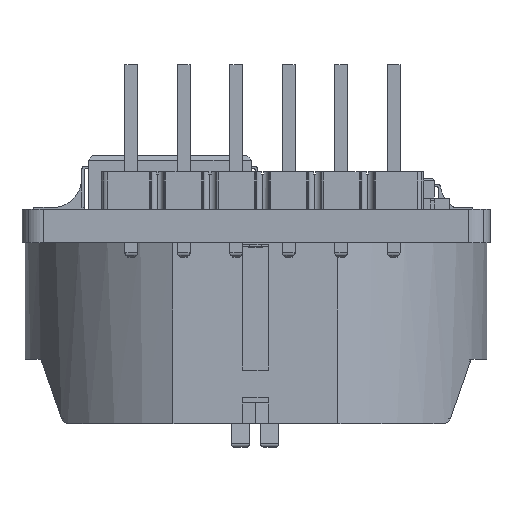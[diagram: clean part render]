
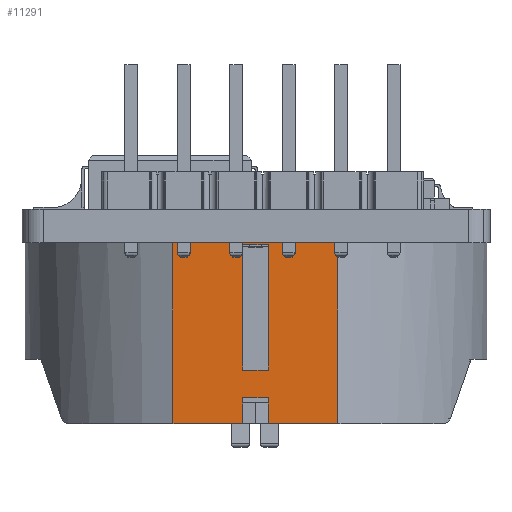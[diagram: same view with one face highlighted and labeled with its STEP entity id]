
A CAD part, left-side view. The second image highlights one B-rep face of the part: STEP entity #11291.
In plain terms, the highlighted planar face has unit normal (-1, 0, 0).
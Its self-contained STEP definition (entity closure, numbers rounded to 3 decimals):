
#857 = ORIENTED_EDGE ( 'NONE', *, *, #33136, .T. ) ;
#879 = VERTEX_POINT ( 'NONE', #49391 ) ;
#1083 = VERTEX_POINT ( 'NONE', #34467 ) ;
#1219 = DIRECTION ( 'NONE',  ( 0., 0., 1. ) ) ;
#1704 = ORIENTED_EDGE ( 'NONE', *, *, #30249, .F. ) ;
#1888 = CARTESIAN_POINT ( 'NONE',  ( 8.197, -14.75, -0.005 ) ) ;
#2728 = ORIENTED_EDGE ( 'NONE', *, *, #22061, .T. ) ;
#3133 = CARTESIAN_POINT ( 'NONE',  ( 8.197, -10.3, -0.1 ) ) ;
#3284 = LINE ( 'NONE', #19850, #21580 ) ;
#3462 = VECTOR ( 'NONE', #12317, 1000. ) ;
#5027 = VECTOR ( 'NONE', #41922, 1000. ) ;
#6998 = ORIENTED_EDGE ( 'NONE', *, *, #7540, .T. ) ;
#7428 = LINE ( 'NONE', #23704, #3462 ) ;
#7540 = EDGE_CURVE ( 'NONE', #42130, #46371, #32038, .T. ) ;
#7706 = CARTESIAN_POINT ( 'NONE',  ( 8.197, -11.5, -5.95 ) ) ;
#7905 = LINE ( 'NONE', #33107, #9708 ) ;
#7909 = CARTESIAN_POINT ( 'NONE',  ( 8.197, -11.5, -7.85 ) ) ;
#8002 = ORIENTED_EDGE ( 'NONE', *, *, #31525, .T. ) ;
#8817 = LINE ( 'NONE', #25349, #5027 ) ;
#9089 = CARTESIAN_POINT ( 'NONE',  ( 8.197, -7.05, -8.45 ) ) ;
#9708 = VECTOR ( 'NONE', #49658, 1000. ) ;
#10130 = VERTEX_POINT ( 'NONE', #10402 ) ;
#10139 = ORIENTED_EDGE ( 'NONE', *, *, #48167, .T. ) ;
#10275 = VECTOR ( 'NONE', #52926, 1000. ) ;
#10402 = CARTESIAN_POINT ( 'NONE',  ( 8.197, -10.3, -5.95 ) ) ;
#11291 = ADVANCED_FACE ( 'NONE', ( #35745, #48500 ), #19497, .T. ) ;
#12317 = DIRECTION ( 'NONE',  ( 0., -1., 0. ) ) ;
#13771 = LINE ( 'NONE', #35207, #22277 ) ;
#14414 = EDGE_CURVE ( 'NONE', #42512, #36501, #31421, .T. ) ;
#14614 = DIRECTION ( 'NONE',  ( -1., 0., 0. ) ) ;
#15573 = CARTESIAN_POINT ( 'NONE',  ( 8.197, -11.5, -0.1 ) ) ;
#16069 = DIRECTION ( 'NONE',  ( 0., 0., -1. ) ) ;
#16927 = DIRECTION ( 'NONE',  ( 0., -1., 0. ) ) ;
#17248 = CARTESIAN_POINT ( 'NONE',  ( 8.197, -7.05, -8.45 ) ) ;
#19108 = VECTOR ( 'NONE', #16927, 1000. ) ;
#19497 = PLANE ( 'NONE',  #48031 ) ;
#19850 = CARTESIAN_POINT ( 'NONE',  ( 8.197, -10.3, -7.2 ) ) ;
#19977 = LINE ( 'NONE', #29174, #25027 ) ;
#20116 = DIRECTION ( 'NONE',  ( 0., 0., 1. ) ) ;
#20246 = DIRECTION ( 'NONE',  ( 0., -1., 0. ) ) ;
#21402 = VECTOR ( 'NONE', #16069, 1000. ) ;
#21580 = VECTOR ( 'NONE', #20116, 1000. ) ;
#22061 = EDGE_CURVE ( 'NONE', #36344, #1083, #13771, .T. ) ;
#22277 = VECTOR ( 'NONE', #30367, 1000. ) ;
#22478 = CARTESIAN_POINT ( 'NONE',  ( 8.197, -7.05, -0.005 ) ) ;
#23507 = CARTESIAN_POINT ( 'NONE',  ( 8.197, -7.05, -8.45 ) ) ;
#23704 = CARTESIAN_POINT ( 'NONE',  ( 8.197, -8.675, -0.1 ) ) ;
#25027 = VECTOR ( 'NONE', #20246, 1000. ) ;
#25349 = CARTESIAN_POINT ( 'NONE',  ( 8.197, -8.675, -7.25 ) ) ;
#25907 = EDGE_CURVE ( 'NONE', #36959, #36344, #50316, .T. ) ;
#26108 = EDGE_CURVE ( 'NONE', #879, #43737, #40511, .T. ) ;
#26555 = EDGE_LOOP ( 'NONE', ( #2728, #10139, #6998, #33866, #48348, #1704, #33243, #41902 ) ) ;
#26987 = EDGE_CURVE ( 'NONE', #46371, #879, #19977, .T. ) ;
#27150 = EDGE_CURVE ( 'NONE', #36959, #33247, #34015, .T. ) ;
#28234 = CARTESIAN_POINT ( 'NONE',  ( 8.197, -11.5, -7.25 ) ) ;
#28408 = VERTEX_POINT ( 'NONE', #3133 ) ;
#28907 = EDGE_LOOP ( 'NONE', ( #8002, #857, #34243, #40534 ) ) ;
#29174 = CARTESIAN_POINT ( 'NONE',  ( 8.197, -7.05, -8.45 ) ) ;
#30249 = EDGE_CURVE ( 'NONE', #33247, #43737, #38563, .T. ) ;
#30367 = DIRECTION ( 'NONE',  ( 0., 0., 1. ) ) ;
#31020 = VECTOR ( 'NONE', #34533, 1000. ) ;
#31421 = LINE ( 'NONE', #43898, #45987 ) ;
#31525 = EDGE_CURVE ( 'NONE', #36501, #10130, #7905, .T. ) ;
#32038 = LINE ( 'NONE', #7909, #21402 ) ;
#32201 = DIRECTION ( 'NONE',  ( 0., 0., 1. ) ) ;
#33107 = CARTESIAN_POINT ( 'NONE',  ( 8.197, -9.275, -5.95 ) ) ;
#33136 = EDGE_CURVE ( 'NONE', #10130, #28408, #3284, .T. ) ;
#33243 = ORIENTED_EDGE ( 'NONE', *, *, #27150, .F. ) ;
#33247 = VERTEX_POINT ( 'NONE', #22478 ) ;
#33866 = ORIENTED_EDGE ( 'NONE', *, *, #26987, .T. ) ;
#34015 = LINE ( 'NONE', #9089, #38900 ) ;
#34243 = ORIENTED_EDGE ( 'NONE', *, *, #38170, .T. ) ;
#34467 = CARTESIAN_POINT ( 'NONE',  ( 8.197, -10.3, -7.25 ) ) ;
#34533 = DIRECTION ( 'NONE',  ( 0., -1., 0. ) ) ;
#35207 = CARTESIAN_POINT ( 'NONE',  ( 8.197, -10.3, -8.45 ) ) ;
#35745 = FACE_BOUND ( 'NONE', #28907, .T. ) ;
#36344 = VERTEX_POINT ( 'NONE', #50144 ) ;
#36501 = VERTEX_POINT ( 'NONE', #7706 ) ;
#36959 = VERTEX_POINT ( 'NONE', #39890 ) ;
#38170 = EDGE_CURVE ( 'NONE', #28408, #42512, #7428, .T. ) ;
#38563 = LINE ( 'NONE', #50755, #19108 ) ;
#38900 = VECTOR ( 'NONE', #1219, 1000. ) ;
#39037 = DIRECTION ( 'NONE',  ( 0., 0., -1. ) ) ;
#39890 = CARTESIAN_POINT ( 'NONE',  ( 8.197, -7.05, -8.45 ) ) ;
#40511 = LINE ( 'NONE', #45096, #10275 ) ;
#40534 = ORIENTED_EDGE ( 'NONE', *, *, #14414, .T. ) ;
#41902 = ORIENTED_EDGE ( 'NONE', *, *, #25907, .T. ) ;
#41922 = DIRECTION ( 'NONE',  ( 0., -1., 0. ) ) ;
#42130 = VERTEX_POINT ( 'NONE', #28234 ) ;
#42512 = VERTEX_POINT ( 'NONE', #15573 ) ;
#43737 = VERTEX_POINT ( 'NONE', #1888 ) ;
#43898 = CARTESIAN_POINT ( 'NONE',  ( 8.197, -11.5, -4.275 ) ) ;
#45096 = CARTESIAN_POINT ( 'NONE',  ( 8.197, -14.75, -8.45 ) ) ;
#45987 = VECTOR ( 'NONE', #39037, 1000. ) ;
#46371 = VERTEX_POINT ( 'NONE', #52868 ) ;
#48031 = AXIS2_PLACEMENT_3D ( 'NONE', #23507, #14614, #32201 ) ;
#48167 = EDGE_CURVE ( 'NONE', #1083, #42130, #8817, .T. ) ;
#48348 = ORIENTED_EDGE ( 'NONE', *, *, #26108, .T. ) ;
#48500 = FACE_OUTER_BOUND ( 'NONE', #26555, .T. ) ;
#49391 = CARTESIAN_POINT ( 'NONE',  ( 8.197, -14.75, -8.45 ) ) ;
#49658 = DIRECTION ( 'NONE',  ( 0., 1., 0. ) ) ;
#50144 = CARTESIAN_POINT ( 'NONE',  ( 8.197, -10.3, -8.45 ) ) ;
#50316 = LINE ( 'NONE', #17248, #31020 ) ;
#50755 = CARTESIAN_POINT ( 'NONE',  ( 8.197, -7.05, -0.005 ) ) ;
#52868 = CARTESIAN_POINT ( 'NONE',  ( 8.197, -11.5, -8.45 ) ) ;
#52926 = DIRECTION ( 'NONE',  ( 0., 0., 1. ) ) ;
